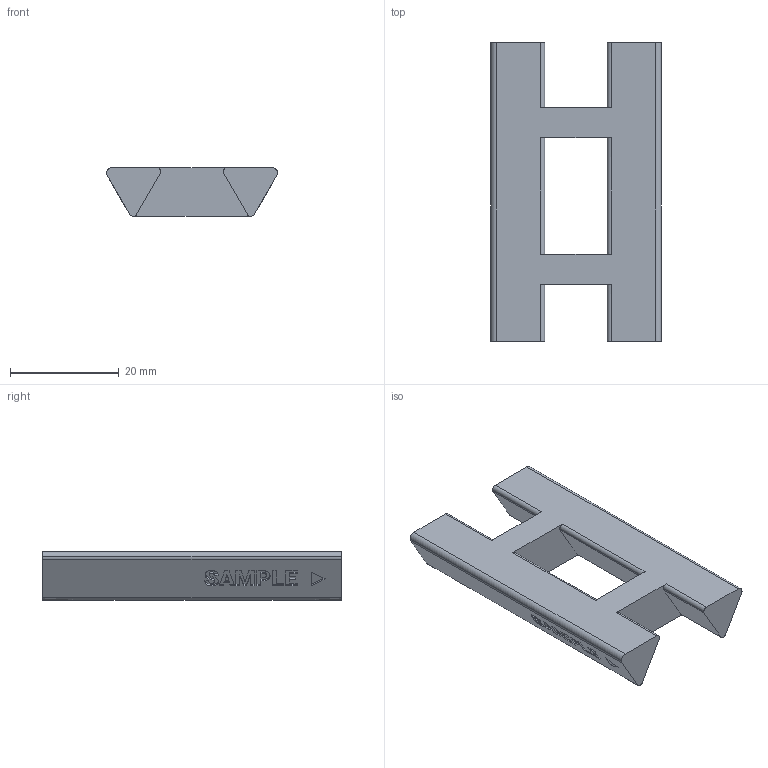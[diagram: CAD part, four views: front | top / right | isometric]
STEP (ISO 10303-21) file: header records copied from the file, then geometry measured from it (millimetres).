
FILE_DESCRIPTION(/* description */ (''),/* implementation_level */ '2;1');
FILE_NAME(/* name */ 'ELECTR~1',/* time_stamp */ '2018-03-11T19:51:19+01:00',/* author */ (''),/* organization */ (''),/* preprocessor_version */ 'ST-DEVELOPER v15',/* originating_system */ '',/* authorisation */ '');
FILE_SCHEMA (('AUTOMOTIVE_DESIGN'));
Length unit declared in the file: millimetre
Products named in the file (1): Document
Bounding box: 31.44 x 55 x 9 mm (x, y, z)
Volume: 7343.3 mm3; surface area: 4383.3 mm2
Topology: 1 solids, 1 shells, 275 faces, 753 edges, 502 vertices
Faces by surface type: plane 195, bspline 80
Entity records: 11582 total; most frequent: CARTESIAN_POINT 6573, ORIENTED_EDGE 1506, EDGE_CURVE 753, B_SPLINE_CURVE_WITH_KNOTS 705, VERTEX_POINT 502, EDGE_LOOP 299, ADVANCED_FACE 275, FACE_OUTER_BOUND 275
